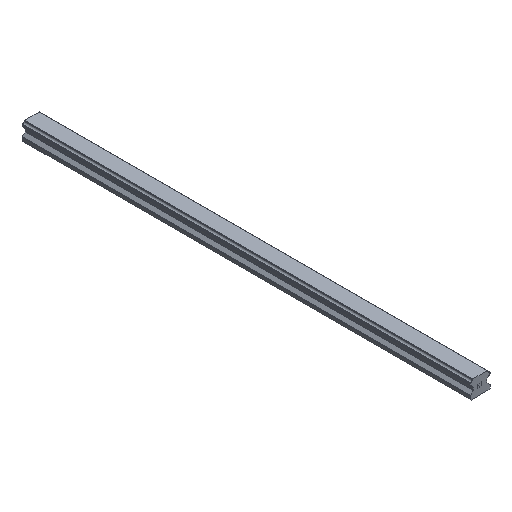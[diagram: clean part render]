
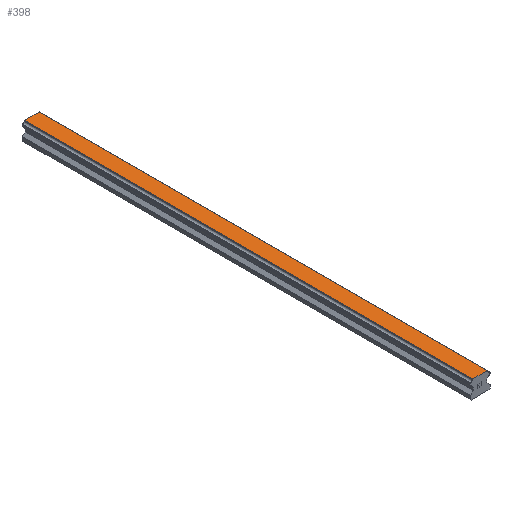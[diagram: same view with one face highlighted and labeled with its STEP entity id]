
A CAD part, isometric view. The second image highlights one B-rep face of the part: STEP entity #398.
In plain terms, the highlighted planar face has unit normal (0, 0, 1).
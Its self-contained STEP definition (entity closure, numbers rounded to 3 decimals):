
#398=ADVANCED_FACE('',(#815),#816,.T.);
#815=FACE_OUTER_BOUND('',#1252,.T.);
#816=PLANE('',#1253);
#1252=EDGE_LOOP('',(#2426,#2427,#2428,#2429));
#1253=AXIS2_PLACEMENT_3D('',#2430,#2431,#2432);
#2426=ORIENTED_EDGE('',*,*,#2988,.T.);
#2427=ORIENTED_EDGE('',*,*,#3082,.F.);
#2428=ORIENTED_EDGE('',*,*,#2858,.F.);
#2429=ORIENTED_EDGE('',*,*,#3080,.T.);
#2430=CARTESIAN_POINT('',(0.0,450.0,17.5));
#2431=DIRECTION('',(0.0,0.0,1.0));
#2432=DIRECTION('',(-1.0,0.0,-0.0));
#2858=EDGE_CURVE('',#3501,#3503,#3504,.T.);
#2988=EDGE_CURVE('',#3718,#3716,#3719,.T.);
#3080=EDGE_CURVE('',#3501,#3718,#3829,.T.);
#3082=EDGE_CURVE('',#3503,#3716,#3831,.T.);
#3501=VERTEX_POINT('',#4405);
#3503=VERTEX_POINT('',#4408);
#3504=LINE('',#4409,#4410);
#3716=VERTEX_POINT('',#4704);
#3718=VERTEX_POINT('',#4707);
#3719=LINE('',#4708,#4709);
#3829=LINE('',#4847,#4848);
#3831=LINE('',#4850,#4851);
#4405=CARTESIAN_POINT('',(-7.231,450.0,17.5));
#4408=CARTESIAN_POINT('',(7.231,450.0,17.5));
#4409=CARTESIAN_POINT('',(-7.231,450.0,17.5));
#4410=VECTOR('',#5151,1.0);
#4704=CARTESIAN_POINT('',(7.231,0.0,17.5));
#4707=CARTESIAN_POINT('',(-7.231,0.0,17.5));
#4708=CARTESIAN_POINT('',(-7.231,0.0,17.5));
#4709=VECTOR('',#5301,1.0);
#4847=CARTESIAN_POINT('',(-7.231,450.0,17.5));
#4848=VECTOR('',#5411,1.0);
#4850=CARTESIAN_POINT('',(7.231,450.0,17.5));
#4851=VECTOR('',#5412,1.0);
#5151=DIRECTION('',(1.0,0.0,0.0));
#5301=DIRECTION('',(1.0,0.0,0.0));
#5411=DIRECTION('',(0.0,-1.0,0.0));
#5412=DIRECTION('',(0.0,-1.0,0.0));
